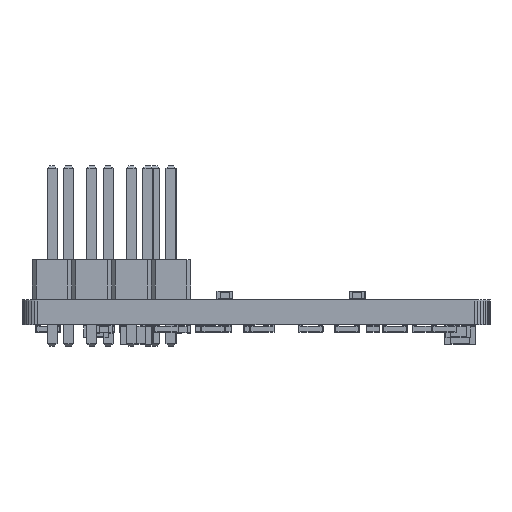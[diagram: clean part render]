
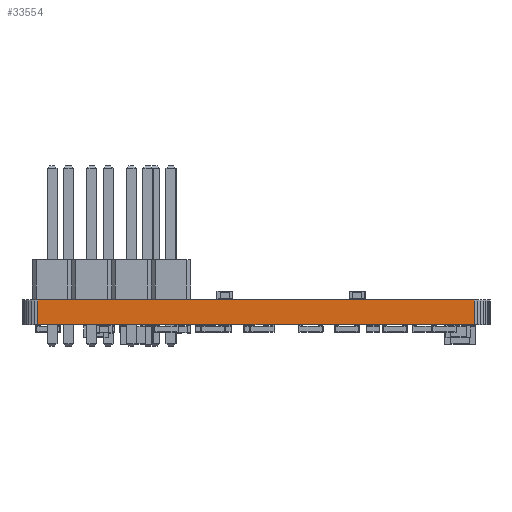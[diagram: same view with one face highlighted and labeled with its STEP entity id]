
A CAD part, front view. The second image highlights one B-rep face of the part: STEP entity #33554.
In plain terms, the highlighted planar face has unit normal (0, -1, 0).
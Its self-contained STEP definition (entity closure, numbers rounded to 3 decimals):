
#22924 = PLANE('',#22925);
#22925 = AXIS2_PLACEMENT_3D('',#22926,#22927,#22928);
#22926 = CARTESIAN_POINT('',(115.,-125.,1.58));
#22927 = DIRECTION('',(-0.,-0.,-1.));
#22928 = DIRECTION('',(-1.,0.,0.));
#22978 = PLANE('',#22979);
#22979 = AXIS2_PLACEMENT_3D('',#22980,#22981,#22982);
#22980 = CARTESIAN_POINT('',(115.,-125.,0.));
#22981 = DIRECTION('',(-0.,-0.,-1.));
#22982 = DIRECTION('',(-1.,0.,0.));
#23507 = VERTEX_POINT('',#23508);
#23508 = CARTESIAN_POINT('',(129.,-150.,0.));
#23522 = PLANE('',#23523);
#23523 = AXIS2_PLACEMENT_3D('',#23524,#23525,#23526);
#23524 = CARTESIAN_POINT('',(129.195,-149.981,0.));
#23525 = DIRECTION('',(0.098,-0.995,0.));
#23526 = DIRECTION('',(-0.995,-0.098,0.));
#23534 = EDGE_CURVE('',#23507,#23535,#23537,.T.);
#23535 = VERTEX_POINT('',#23536);
#23536 = CARTESIAN_POINT('',(101.,-150.,0.));
#23537 = SURFACE_CURVE('',#23538,(#23542,#23549),.PCURVE_S1.);
#23538 = LINE('',#23539,#23540);
#23539 = CARTESIAN_POINT('',(129.,-150.,0.));
#23540 = VECTOR('',#23541,1.);
#23541 = DIRECTION('',(-1.,0.,0.));
#23542 = PCURVE('',#22978,#23543);
#23543 = DEFINITIONAL_REPRESENTATION('',(#23544),#23548);
#23544 = LINE('',#23545,#23546);
#23545 = CARTESIAN_POINT('',(-14.,-25.));
#23546 = VECTOR('',#23547,1.);
#23547 = DIRECTION('',(1.,0.));
#23548 = ( GEOMETRIC_REPRESENTATION_CONTEXT(2) 
PARAMETRIC_REPRESENTATION_CONTEXT() REPRESENTATION_CONTEXT('2D SPACE',''
  ) );
#23549 = PCURVE('',#23550,#23555);
#23550 = PLANE('',#23551);
#23551 = AXIS2_PLACEMENT_3D('',#23552,#23553,#23554);
#23552 = CARTESIAN_POINT('',(129.,-150.,0.));
#23553 = DIRECTION('',(0.,-1.,0.));
#23554 = DIRECTION('',(-1.,0.,0.));
#23555 = DEFINITIONAL_REPRESENTATION('',(#23556),#23560);
#23556 = LINE('',#23557,#23558);
#23557 = CARTESIAN_POINT('',(0.,-0.));
#23558 = VECTOR('',#23559,1.);
#23559 = DIRECTION('',(1.,0.));
#23560 = ( GEOMETRIC_REPRESENTATION_CONTEXT(2) 
PARAMETRIC_REPRESENTATION_CONTEXT() REPRESENTATION_CONTEXT('2D SPACE',''
  ) );
#23578 = PLANE('',#23579);
#23579 = AXIS2_PLACEMENT_3D('',#23580,#23581,#23582);
#23580 = CARTESIAN_POINT('',(101.,-150.,0.));
#23581 = DIRECTION('',(-0.098,-0.995,0.));
#23582 = DIRECTION('',(-0.995,0.098,0.));
#28692 = VERTEX_POINT('',#28693);
#28693 = CARTESIAN_POINT('',(129.,-150.,1.58));
#28714 = EDGE_CURVE('',#28692,#28715,#28717,.T.);
#28715 = VERTEX_POINT('',#28716);
#28716 = CARTESIAN_POINT('',(101.,-150.,1.58));
#28717 = SURFACE_CURVE('',#28718,(#28722,#28729),.PCURVE_S1.);
#28718 = LINE('',#28719,#28720);
#28719 = CARTESIAN_POINT('',(129.,-150.,1.58));
#28720 = VECTOR('',#28721,1.);
#28721 = DIRECTION('',(-1.,0.,0.));
#28722 = PCURVE('',#22924,#28723);
#28723 = DEFINITIONAL_REPRESENTATION('',(#28724),#28728);
#28724 = LINE('',#28725,#28726);
#28725 = CARTESIAN_POINT('',(-14.,-25.));
#28726 = VECTOR('',#28727,1.);
#28727 = DIRECTION('',(1.,0.));
#28728 = ( GEOMETRIC_REPRESENTATION_CONTEXT(2) 
PARAMETRIC_REPRESENTATION_CONTEXT() REPRESENTATION_CONTEXT('2D SPACE',''
  ) );
#28729 = PCURVE('',#23550,#28730);
#28730 = DEFINITIONAL_REPRESENTATION('',(#28731),#28735);
#28731 = LINE('',#28732,#28733);
#28732 = CARTESIAN_POINT('',(0.,-1.58));
#28733 = VECTOR('',#28734,1.);
#28734 = DIRECTION('',(1.,0.));
#28735 = ( GEOMETRIC_REPRESENTATION_CONTEXT(2) 
PARAMETRIC_REPRESENTATION_CONTEXT() REPRESENTATION_CONTEXT('2D SPACE',''
  ) );
#33506 = EDGE_CURVE('',#23507,#28692,#33507,.T.);
#33507 = SURFACE_CURVE('',#33508,(#33512,#33519),.PCURVE_S1.);
#33508 = LINE('',#33509,#33510);
#33509 = CARTESIAN_POINT('',(129.,-150.,0.));
#33510 = VECTOR('',#33511,1.);
#33511 = DIRECTION('',(0.,0.,1.));
#33512 = PCURVE('',#23522,#33513);
#33513 = DEFINITIONAL_REPRESENTATION('',(#33514),#33518);
#33514 = LINE('',#33515,#33516);
#33515 = CARTESIAN_POINT('',(0.196,0.));
#33516 = VECTOR('',#33517,1.);
#33517 = DIRECTION('',(0.,-1.));
#33518 = ( GEOMETRIC_REPRESENTATION_CONTEXT(2) 
PARAMETRIC_REPRESENTATION_CONTEXT() REPRESENTATION_CONTEXT('2D SPACE',''
  ) );
#33519 = PCURVE('',#23550,#33520);
#33520 = DEFINITIONAL_REPRESENTATION('',(#33521),#33525);
#33521 = LINE('',#33522,#33523);
#33522 = CARTESIAN_POINT('',(0.,-0.));
#33523 = VECTOR('',#33524,1.);
#33524 = DIRECTION('',(0.,-1.));
#33525 = ( GEOMETRIC_REPRESENTATION_CONTEXT(2) 
PARAMETRIC_REPRESENTATION_CONTEXT() REPRESENTATION_CONTEXT('2D SPACE',''
  ) );
#33554 = ADVANCED_FACE('',(#33555),#23550,.T.);
#33555 = FACE_BOUND('',#33556,.T.);
#33556 = EDGE_LOOP('',(#33557,#33558,#33559,#33580));
#33557 = ORIENTED_EDGE('',*,*,#33506,.T.);
#33558 = ORIENTED_EDGE('',*,*,#28714,.T.);
#33559 = ORIENTED_EDGE('',*,*,#33560,.F.);
#33560 = EDGE_CURVE('',#23535,#28715,#33561,.T.);
#33561 = SURFACE_CURVE('',#33562,(#33566,#33573),.PCURVE_S1.);
#33562 = LINE('',#33563,#33564);
#33563 = CARTESIAN_POINT('',(101.,-150.,0.));
#33564 = VECTOR('',#33565,1.);
#33565 = DIRECTION('',(0.,0.,1.));
#33566 = PCURVE('',#23550,#33567);
#33567 = DEFINITIONAL_REPRESENTATION('',(#33568),#33572);
#33568 = LINE('',#33569,#33570);
#33569 = CARTESIAN_POINT('',(28.,0.));
#33570 = VECTOR('',#33571,1.);
#33571 = DIRECTION('',(0.,-1.));
#33572 = ( GEOMETRIC_REPRESENTATION_CONTEXT(2) 
PARAMETRIC_REPRESENTATION_CONTEXT() REPRESENTATION_CONTEXT('2D SPACE',''
  ) );
#33573 = PCURVE('',#23578,#33574);
#33574 = DEFINITIONAL_REPRESENTATION('',(#33575),#33579);
#33575 = LINE('',#33576,#33577);
#33576 = CARTESIAN_POINT('',(0.,0.));
#33577 = VECTOR('',#33578,1.);
#33578 = DIRECTION('',(0.,-1.));
#33579 = ( GEOMETRIC_REPRESENTATION_CONTEXT(2) 
PARAMETRIC_REPRESENTATION_CONTEXT() REPRESENTATION_CONTEXT('2D SPACE',''
  ) );
#33580 = ORIENTED_EDGE('',*,*,#23534,.F.);
